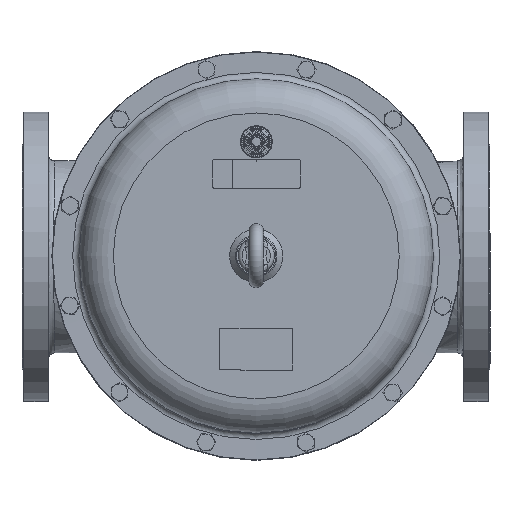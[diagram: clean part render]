
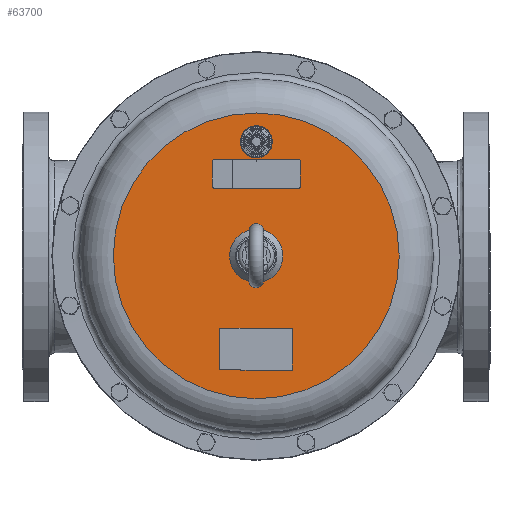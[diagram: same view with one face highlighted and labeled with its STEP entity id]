
A CAD part, top view. The second image highlights one B-rep face of the part: STEP entity #63700.
In plain terms, the highlighted planar face has unit normal (0, 0, 1).
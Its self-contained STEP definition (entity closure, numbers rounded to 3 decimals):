
#5402=FACE_BOUND('',#14393,.T.);
#5403=FACE_BOUND('',#14394,.T.);
#5404=FACE_BOUND('',#14395,.T.);
#5405=FACE_BOUND('',#14396,.T.);
#7197=CIRCLE('',#68543,137.75);
#7214=CIRCLE('',#68568,14.);
#7215=CIRCLE('',#68570,25.657);
#7350=CIRCLE('',#68894,2.);
#7351=CIRCLE('',#68897,2.);
#7352=CIRCLE('',#68900,2.);
#7353=CIRCLE('',#68903,2.);
#10564=FACE_OUTER_BOUND('',#14392,.T.);
#14392=EDGE_LOOP('',(#49118));
#14393=EDGE_LOOP('',(#49119));
#14394=EDGE_LOOP('',(#49120,#49121,#49122,#49123,#49124,#49125,#49126,#49127));
#14395=EDGE_LOOP('',(#49128,#49129,#49130,#49131));
#14396=EDGE_LOOP('',(#49132));
#18305=LINE('',#123813,#21785);
#18309=LINE('',#123822,#21789);
#18312=LINE('',#123830,#21792);
#18315=LINE('',#123838,#21795);
#18317=LINE('',#123845,#21797);
#18320=LINE('',#123850,#21800);
#18322=LINE('',#123854,#21802);
#18324=LINE('',#123857,#21804);
#21785=VECTOR('',#81018,1000.);
#21789=VECTOR('',#81028,1000.);
#21792=VECTOR('',#81037,1000.);
#21795=VECTOR('',#81046,1000.);
#21797=VECTOR('',#81054,1000.);
#21800=VECTOR('',#81059,1000.);
#21802=VECTOR('',#81063,1000.);
#21804=VECTOR('',#81067,1000.);
#26360=VERTEX_POINT('',#121918);
#26391=VERTEX_POINT('',#121987);
#26392=VERTEX_POINT('',#121991);
#26649=VERTEX_POINT('',#123811);
#26650=VERTEX_POINT('',#123812);
#26651=VERTEX_POINT('',#123817);
#26652=VERTEX_POINT('',#123821);
#26653=VERTEX_POINT('',#123825);
#26654=VERTEX_POINT('',#123829);
#26655=VERTEX_POINT('',#123833);
#26656=VERTEX_POINT('',#123837);
#26657=VERTEX_POINT('',#123843);
#26658=VERTEX_POINT('',#123844);
#26659=VERTEX_POINT('',#123849);
#26660=VERTEX_POINT('',#123853);
#33967=EDGE_CURVE('',#26360,#26360,#7197,.T.);
#34000=EDGE_CURVE('',#26391,#26391,#7214,.T.);
#34002=EDGE_CURVE('',#26392,#26392,#7215,.T.);
#34404=EDGE_CURVE('',#26649,#26650,#18305,.T.);
#34407=EDGE_CURVE('',#26650,#26651,#7350,.T.);
#34409=EDGE_CURVE('',#26651,#26652,#18309,.T.);
#34411=EDGE_CURVE('',#26652,#26653,#7351,.T.);
#34413=EDGE_CURVE('',#26653,#26654,#18312,.T.);
#34415=EDGE_CURVE('',#26654,#26655,#7352,.T.);
#34417=EDGE_CURVE('',#26655,#26656,#18315,.T.);
#34419=EDGE_CURVE('',#26656,#26649,#7353,.T.);
#34420=EDGE_CURVE('',#26657,#26658,#18317,.T.);
#34423=EDGE_CURVE('',#26658,#26659,#18320,.T.);
#34425=EDGE_CURVE('',#26659,#26660,#18322,.T.);
#34427=EDGE_CURVE('',#26660,#26657,#18324,.T.);
#49118=ORIENTED_EDGE('',*,*,#33967,.F.);
#49119=ORIENTED_EDGE('',*,*,#34002,.T.);
#49120=ORIENTED_EDGE('',*,*,#34419,.F.);
#49121=ORIENTED_EDGE('',*,*,#34417,.F.);
#49122=ORIENTED_EDGE('',*,*,#34415,.F.);
#49123=ORIENTED_EDGE('',*,*,#34413,.F.);
#49124=ORIENTED_EDGE('',*,*,#34411,.F.);
#49125=ORIENTED_EDGE('',*,*,#34409,.F.);
#49126=ORIENTED_EDGE('',*,*,#34407,.F.);
#49127=ORIENTED_EDGE('',*,*,#34404,.F.);
#49128=ORIENTED_EDGE('',*,*,#34427,.F.);
#49129=ORIENTED_EDGE('',*,*,#34425,.F.);
#49130=ORIENTED_EDGE('',*,*,#34423,.F.);
#49131=ORIENTED_EDGE('',*,*,#34420,.F.);
#49132=ORIENTED_EDGE('',*,*,#34000,.T.);
#57382=PLANE('',#68938);
#63700=ADVANCED_FACE('',(#10564,#5402,#5403,#5404,#5405),#57382,.F.);
#68543=AXIS2_PLACEMENT_3D('',#121920,#80190,#80191);
#68568=AXIS2_PLACEMENT_3D('',#121988,#80252,#80253);
#68570=AXIS2_PLACEMENT_3D('',#121992,#80257,#80258);
#68894=AXIS2_PLACEMENT_3D('',#123818,#81023,#81024);
#68897=AXIS2_PLACEMENT_3D('',#123826,#81032,#81033);
#68900=AXIS2_PLACEMENT_3D('',#123834,#81041,#81042);
#68903=AXIS2_PLACEMENT_3D('',#123841,#81050,#81051);
#68938=AXIS2_PLACEMENT_3D('',#123928,#81162,#81163);
#80190=DIRECTION('center_axis',(0.,0.,
-1.));
#80191=DIRECTION('ref_axis',(-1.,0.001,0.));
#80252=DIRECTION('center_axis',(0.,0.,
-1.));
#80253=DIRECTION('ref_axis',(-1.,0.001,0.));
#80257=DIRECTION('center_axis',(0.,0.,
-1.));
#80258=DIRECTION('ref_axis',(-1.,0.001,0.));
#81018=DIRECTION('',(0.001,1.,0.));
#81023=DIRECTION('center_axis',(0.,0.,
1.));
#81024=DIRECTION('ref_axis',(1.,-0.001,0.));
#81028=DIRECTION('',(-1.,0.001,0.));
#81032=DIRECTION('center_axis',(0.,0.,
1.));
#81033=DIRECTION('ref_axis',(1.,-0.001,0.));
#81037=DIRECTION('',(-0.001,-1.,0.));
#81041=DIRECTION('center_axis',(0.,0.,
1.));
#81042=DIRECTION('ref_axis',(1.,-0.001,0.));
#81046=DIRECTION('',(1.,-0.001,0.));
#81050=DIRECTION('center_axis',(0.,0.,
1.));
#81051=DIRECTION('ref_axis',(1.,-0.001,0.));
#81054=DIRECTION('',(-1.,0.001,0.));
#81059=DIRECTION('',(-0.001,-1.,0.));
#81063=DIRECTION('',(1.,-0.001,0.));
#81067=DIRECTION('',(0.001,1.,0.));
#81162=DIRECTION('center_axis',(0.,0.,
-1.));
#81163=DIRECTION('ref_axis',(-1.,0.001,0.));
#121918=CARTESIAN_POINT('',(137.75,-0.08,529.));
#121920=CARTESIAN_POINT('Origin',(0.,0.096,
529.));
#121987=CARTESIAN_POINT('',(14.141,110.078,529.));
#121988=CARTESIAN_POINT('Origin',(0.141,110.096,529.));
#121991=CARTESIAN_POINT('',(25.657,0.063,529.));
#121992=CARTESIAN_POINT('Origin',(0.,0.096,
529.));
#123811=CARTESIAN_POINT('',(42.586,67.042,529.));
#123812=CARTESIAN_POINT('',(42.617,91.042,529.));
#123813=CARTESIAN_POINT('',(42.586,67.042,529.));
#123817=CARTESIAN_POINT('',(40.619,93.044,529.));
#123818=CARTESIAN_POINT('Origin',(40.617,91.044,529.));
#123821=CARTESIAN_POINT('',(-40.381,93.148,529.));
#123822=CARTESIAN_POINT('',(40.619,93.044,529.));
#123825=CARTESIAN_POINT('',(-42.383,91.151,529.));
#123826=CARTESIAN_POINT('Origin',(-40.383,91.148,529.));
#123829=CARTESIAN_POINT('',(-42.414,67.151,529.));
#123830=CARTESIAN_POINT('',(-42.414,67.151,529.));
#123833=CARTESIAN_POINT('',(-40.417,65.148,529.));
#123834=CARTESIAN_POINT('Origin',(-40.414,67.148,529.));
#123837=CARTESIAN_POINT('',(40.583,65.044,529.));
#123838=CARTESIAN_POINT('',(40.583,65.044,529.));
#123841=CARTESIAN_POINT('Origin',(40.586,67.044,529.));
#123843=CARTESIAN_POINT('',(34.91,-69.949,529.));
#123844=CARTESIAN_POINT('',(-35.09,-69.859,529.));
#123845=CARTESIAN_POINT('',(34.91,-69.949,529.));
#123849=CARTESIAN_POINT('',(-35.141,-109.859,529.));
#123850=CARTESIAN_POINT('',(-35.09,-69.859,529.));
#123853=CARTESIAN_POINT('',(34.859,-109.948,529.));
#123854=CARTESIAN_POINT('',(34.859,-109.948,529.));
#123857=CARTESIAN_POINT('',(34.91,-69.949,529.));
#123928=CARTESIAN_POINT('Origin',(0.,0.096,
529.));
